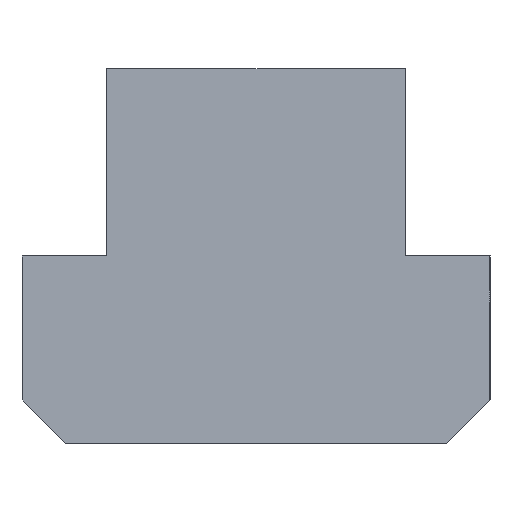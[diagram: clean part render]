
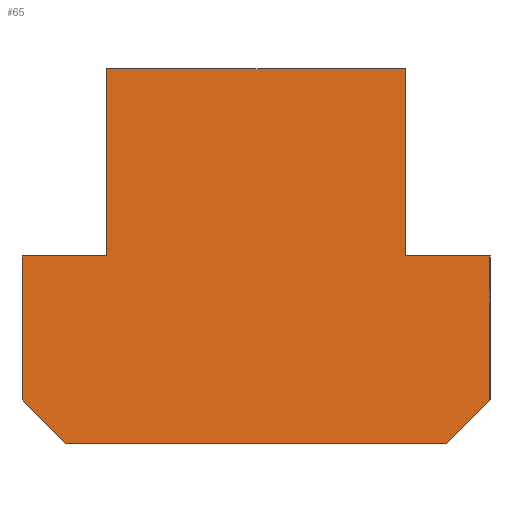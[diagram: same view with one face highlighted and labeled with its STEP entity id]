
A CAD part, front view. The second image highlights one B-rep face of the part: STEP entity #65.
In plain terms, the highlighted planar face has unit normal (0.707, -0.707, 0).
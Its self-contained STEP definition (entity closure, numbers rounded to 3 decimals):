
#65=ADVANCED_FACE('',(#128),#129,.F.);
#128=FACE_OUTER_BOUND('',#185,.T.);
#129=PLANE('',#186);
#185=EDGE_LOOP('',(#299,#300,#301,#302,#303,#304,#305,#306,#307,#308));
#186=AXIS2_PLACEMENT_3D('',#309,#310,#311);
#299=ORIENTED_EDGE('',*,*,#390,.F.);
#300=ORIENTED_EDGE('',*,*,#376,.F.);
#301=ORIENTED_EDGE('',*,*,#366,.F.);
#302=ORIENTED_EDGE('',*,*,#359,.F.);
#303=ORIENTED_EDGE('',*,*,#403,.F.);
#304=ORIENTED_EDGE('',*,*,#354,.F.);
#305=ORIENTED_EDGE('',*,*,#404,.F.);
#306=ORIENTED_EDGE('',*,*,#399,.F.);
#307=ORIENTED_EDGE('',*,*,#394,.F.);
#308=ORIENTED_EDGE('',*,*,#379,.F.);
#309=CARTESIAN_POINT('',(-32.5,-61.845,-26.));
#310=DIRECTION('',(-0.707,0.707,0.0));
#311=DIRECTION('',(0.0,0.0,1.0));
#354=EDGE_CURVE('',#415,#417,#418,.T.);
#359=EDGE_CURVE('',#423,#425,#426,.T.);
#366=EDGE_CURVE('',#425,#437,#438,.T.);
#376=EDGE_CURVE('',#437,#454,#455,.T.);
#379=EDGE_CURVE('',#458,#459,#460,.T.);
#390=EDGE_CURVE('',#454,#458,#475,.T.);
#394=EDGE_CURVE('',#459,#478,#481,.T.);
#399=EDGE_CURVE('',#478,#486,#487,.T.);
#403=EDGE_CURVE('',#417,#423,#492,.T.);
#404=EDGE_CURVE('',#486,#415,#493,.T.);
#415=VERTEX_POINT('',#505);
#417=VERTEX_POINT('',#508);
#418=LINE('',#509,#510);
#423=VERTEX_POINT('',#516);
#425=VERTEX_POINT('',#519);
#426=LINE('',#520,#521);
#437=VERTEX_POINT('',#535);
#438=LINE('',#536,#537);
#454=VERTEX_POINT('',#557);
#455=LINE('',#558,#559);
#458=VERTEX_POINT('',#563);
#459=VERTEX_POINT('',#564);
#460=LINE('',#565,#566);
#475=LINE('',#585,#586);
#478=VERTEX_POINT('',#589);
#481=LINE('',#594,#595);
#486=VERTEX_POINT('',#602);
#487=LINE('',#603,#604);
#492=LINE('',#611,#612);
#493=LINE('',#613,#614);
#505=CARTESIAN_POINT('',(32.5,3.155,0.));
#508=CARTESIAN_POINT('',(32.5,3.155,-20.));
#509=CARTESIAN_POINT('',(32.5,3.155,-23.0));
#510=VECTOR('',#625,1.0);
#516=CARTESIAN_POINT('',(26.5,-2.845,-26.0));
#519=CARTESIAN_POINT('',(-26.5,-55.845,-26.0));
#520=CARTESIAN_POINT('',(-2.289,-31.634,-26.0));
#521=VECTOR('',#628,1.0);
#535=CARTESIAN_POINT('',(-32.5,-61.845,-20.));
#536=CARTESIAN_POINT('',(-19.193,-48.537,-33.307));
#537=VECTOR('',#638,1.0);
#557=CARTESIAN_POINT('',(-32.5,-61.845,0.));
#558=CARTESIAN_POINT('',(-32.5,-61.845,-23.0));
#559=VECTOR('',#652,1.0);
#563=CARTESIAN_POINT('',(-20.75,-50.095,0.));
#564=CARTESIAN_POINT('',(-20.75,-50.095,26.0));
#565=CARTESIAN_POINT('',(-20.75,-50.095,-13.0));
#566=VECTOR('',#654,1.0);
#585=CARTESIAN_POINT('',(-17.039,-46.384,0.));
#586=VECTOR('',#671,1.0);
#589=CARTESIAN_POINT('',(20.75,-8.595,26.0));
#594=CARTESIAN_POINT('',(-14.101,-43.446,26.0));
#595=VECTOR('',#674,1.0);
#602=CARTESIAN_POINT('',(20.75,-8.595,0.));
#603=CARTESIAN_POINT('',(20.75,-8.595,0.));
#604=VECTOR('',#677,1.0);
#611=CARTESIAN_POINT('',(7.307,-22.037,-45.193));
#612=VECTOR('',#680,1.0);
#613=CARTESIAN_POINT('',(-0.789,-30.134,0.));
#614=VECTOR('',#681,1.0);
#625=DIRECTION('',(0.0,0.0,-1.0));
#628=DIRECTION('',(-0.707,-0.707,0.));
#638=DIRECTION('',(-0.577,-0.577,0.577));
#652=DIRECTION('',(0.0,0.0,1.0));
#654=DIRECTION('',(0.0,0.0,1.0));
#671=DIRECTION('',(0.707,0.707,0.));
#674=DIRECTION('',(0.707,0.707,0.));
#677=DIRECTION('',(0.0,0.0,-1.0));
#680=DIRECTION('',(-0.577,-0.577,-0.577));
#681=DIRECTION('',(0.707,0.707,0.));
